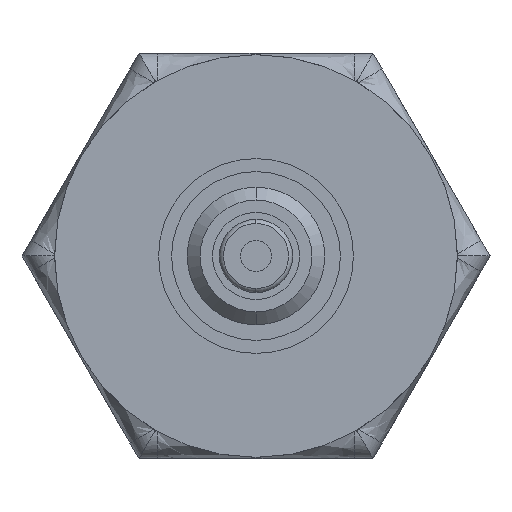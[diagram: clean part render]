
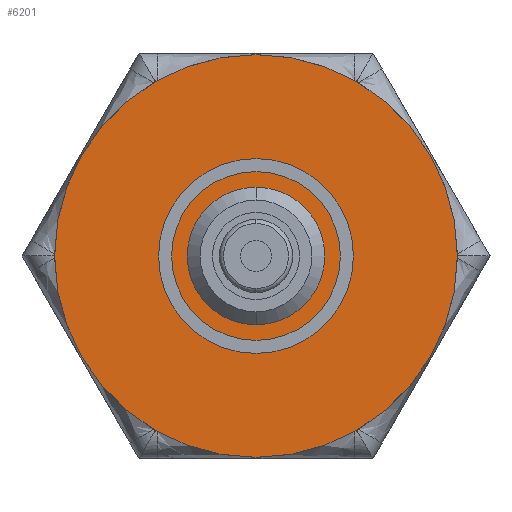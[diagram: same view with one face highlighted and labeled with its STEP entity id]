
A CAD part, front view. The second image highlights one B-rep face of the part: STEP entity #6201.
In plain terms, the highlighted planar face has unit normal (0, -1, 0).
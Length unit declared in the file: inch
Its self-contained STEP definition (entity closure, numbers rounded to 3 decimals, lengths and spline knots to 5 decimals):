
#4315 = CARTESIAN_POINT ( 'NONE',  ( 0., -0.2075, -0.053 ) ) ;
#4379 = DIRECTION ( 'NONE',  ( 0., 0., -1. ) ) ;
#4380 = DIRECTION ( 'NONE',  ( 0., -1., 0. ) ) ;
#4381 = CARTESIAN_POINT ( 'NONE',  ( 0., -0.2075, 0. ) ) ;
#4382 = AXIS2_PLACEMENT_3D ( 'NONE', #4381, #4380, #4379 ) ;
#4383 = CIRCLE ( 'NONE', #4382, 0.053 ) ;
#4386 = CARTESIAN_POINT ( 'NONE',  ( 0., -0.2075, 0.053 ) ) ;
#4457 = AXIS2_PLACEMENT_3D ( 'NONE', #4502, #4545, #4544 ) ;
#4491 = CARTESIAN_POINT ( 'NONE',  ( 0., -0.2075, -0.155 ) ) ;
#4502 = CARTESIAN_POINT ( 'NONE',  ( 0., -0.2075, 0. ) ) ;
#4544 = DIRECTION ( 'NONE',  ( 0., 0., -1. ) ) ;
#4545 = DIRECTION ( 'NONE',  ( 0., -1., 0. ) ) ;
#4547 = CARTESIAN_POINT ( 'NONE',  ( 0., -0.2075, 0.155 ) ) ;
#4554 = CIRCLE ( 'NONE', #4457, 0.155 ) ;
#5832 = VERTEX_POINT ( 'NONE', #4315 ) ;
#5882 = VERTEX_POINT ( 'NONE', #4386 ) ;
#5884 = EDGE_CURVE ( 'NONE', #5832, #5882, #4383, .T. ) ;
#5991 = VERTEX_POINT ( 'NONE', #4547 ) ;
#6021 = VERTEX_POINT ( 'NONE', #4491 ) ;
#6023 = EDGE_CURVE ( 'NONE', #6021, #5991, #4554, .T. ) ;
#6162 = ORIENTED_EDGE ( 'NONE', *, *, #6163, .F. ) ;
#6163 = EDGE_CURVE ( 'NONE', #5882, #5832, #7399, .T. ) ;
#6164 = ORIENTED_EDGE ( 'NONE', *, *, #5884, .F. ) ;
#6201 = ADVANCED_FACE ( 'NONE', ( #7476, #7475 ), #7481, .T. ) ;
#6202 = EDGE_LOOP ( 'NONE', ( #6203, #6205 ) ) ;
#6203 = ORIENTED_EDGE ( 'NONE', *, *, #6204, .T. ) ;
#6204 = EDGE_CURVE ( 'NONE', #5991, #6021, #7385, .T. ) ;
#6205 = ORIENTED_EDGE ( 'NONE', *, *, #6023, .T. ) ;
#6206 = EDGE_LOOP ( 'NONE', ( #6162, #6164 ) ) ;
#7382 = DIRECTION ( 'NONE',  ( 0., 0., -1. ) ) ;
#7383 = DIRECTION ( 'NONE',  ( 0., -1., 0. ) ) ;
#7384 = AXIS2_PLACEMENT_3D ( 'NONE', #7391, #7383, #7382 ) ;
#7385 = CIRCLE ( 'NONE', #7384, 0.155 ) ;
#7386 = DIRECTION ( 'NONE',  ( 0., 0., -1. ) ) ;
#7388 = DIRECTION ( 'NONE',  ( 0., -1., 0. ) ) ;
#7389 = CARTESIAN_POINT ( 'NONE',  ( 0., -0.2075, 0. ) ) ;
#7390 = AXIS2_PLACEMENT_3D ( 'NONE', #7389, #7388, #7386 ) ;
#7391 = CARTESIAN_POINT ( 'NONE',  ( 0., -0.2075, 0. ) ) ;
#7397 = DIRECTION ( 'NONE',  ( 0., -1., 0. ) ) ;
#7398 = AXIS2_PLACEMENT_3D ( 'NONE', #7500, #7397, #7497 ) ;
#7399 = CIRCLE ( 'NONE', #7398, 0.053 ) ;
#7475 = FACE_BOUND ( 'NONE', #6206, .T. ) ;
#7476 = FACE_OUTER_BOUND ( 'NONE', #6202, .T. ) ;
#7481 = PLANE ( 'NONE',  #7390 ) ;
#7497 = DIRECTION ( 'NONE',  ( 0., 0., -1. ) ) ;
#7500 = CARTESIAN_POINT ( 'NONE',  ( 0., -0.2075, 0. ) ) ;
